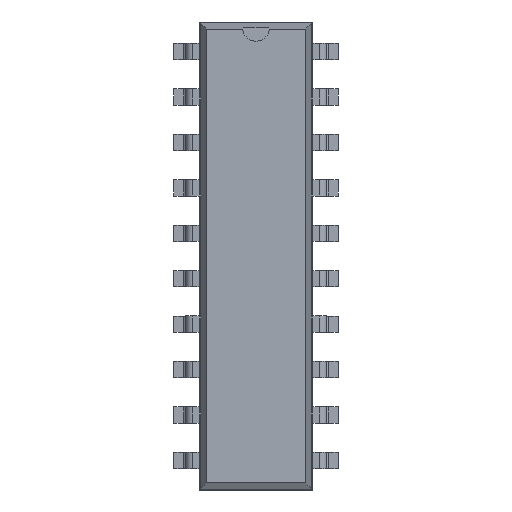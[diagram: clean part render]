
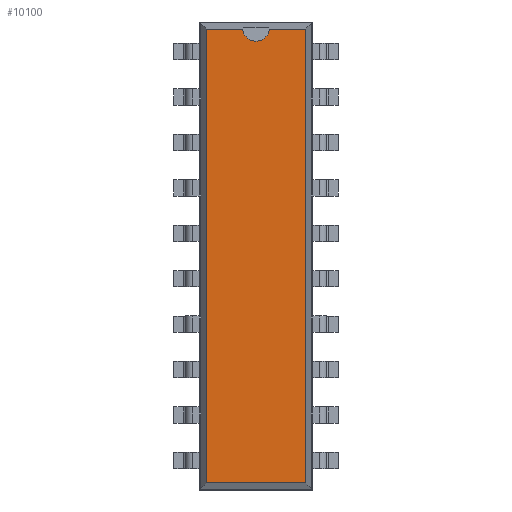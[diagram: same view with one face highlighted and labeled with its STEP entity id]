
A CAD part, top view. The second image highlights one B-rep face of the part: STEP entity #10100.
In plain terms, the highlighted planar face has unit normal (0, 0, 1).
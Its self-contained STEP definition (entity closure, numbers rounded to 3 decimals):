
#6609 = VERTEX_POINT('',#6610);
#6610 = CARTESIAN_POINT('',(2.776,12.682,3.68));
#6615 = EDGE_CURVE('',#6616,#6609,#6618,.T.);
#6616 = VERTEX_POINT('',#6617);
#6617 = CARTESIAN_POINT('',(2.776,-12.682,3.68));
#6618 = LINE('',#6619,#6620);
#6619 = CARTESIAN_POINT('',(2.776,-12.682,3.68));
#6620 = VECTOR('',#6621,1.);
#6621 = DIRECTION('',(0.,1.,0.));
#8289 = VERTEX_POINT('',#8290);
#8290 = CARTESIAN_POINT('',(-2.776,12.682,3.68));
#8295 = EDGE_CURVE('',#8296,#8289,#8298,.T.);
#8296 = VERTEX_POINT('',#8297);
#8297 = CARTESIAN_POINT('',(-0.746,12.682,3.68));
#8298 = LINE('',#8299,#8300);
#8299 = CARTESIAN_POINT('',(2.776,12.682,3.68));
#8300 = VECTOR('',#8301,1.);
#8301 = DIRECTION('',(-1.,0.,0.));
#8321 = VERTEX_POINT('',#8322);
#8322 = CARTESIAN_POINT('',(0.746,12.682,3.68));
#8330 = EDGE_CURVE('',#6609,#8321,#8331,.T.);
#8331 = LINE('',#8332,#8333);
#8332 = CARTESIAN_POINT('',(2.776,12.682,3.68));
#8333 = VECTOR('',#8334,1.);
#8334 = DIRECTION('',(-1.,0.,0.));
#8416 = VERTEX_POINT('',#8417);
#8417 = CARTESIAN_POINT('',(-2.776,-12.682,3.68));
#8422 = EDGE_CURVE('',#8289,#8416,#8423,.T.);
#8423 = LINE('',#8424,#8425);
#8424 = CARTESIAN_POINT('',(-2.776,12.682,3.68));
#8425 = VECTOR('',#8426,1.);
#8426 = DIRECTION('',(0.,-1.,0.));
#10089 = EDGE_CURVE('',#8416,#6616,#10090,.T.);
#10090 = LINE('',#10091,#10092);
#10091 = CARTESIAN_POINT('',(-2.776,-12.682,3.68));
#10092 = VECTOR('',#10093,1.);
#10093 = DIRECTION('',(1.,0.,0.));
#10100 = ADVANCED_FACE('',(#10101),#10124,.F.);
#10101 = FACE_BOUND('',#10102,.F.);
#10102 = EDGE_LOOP('',(#10103,#10104,#10105,#10106,#10107,#10116,#10123)
);
#10103 = ORIENTED_EDGE('',*,*,#6615,.F.);
#10104 = ORIENTED_EDGE('',*,*,#10089,.F.);
#10105 = ORIENTED_EDGE('',*,*,#8422,.F.);
#10106 = ORIENTED_EDGE('',*,*,#8295,.F.);
#10107 = ORIENTED_EDGE('',*,*,#10108,.F.);
#10108 = EDGE_CURVE('',#10109,#8296,#10111,.T.);
#10109 = VERTEX_POINT('',#10110);
#10110 = CARTESIAN_POINT('',(0.,12.007,3.68)
);
#10111 = CIRCLE('',#10112,0.75);
#10112 = AXIS2_PLACEMENT_3D('',#10113,#10114,#10115);
#10113 = CARTESIAN_POINT('',(0.,12.757,3.68)
);
#10114 = DIRECTION('',(0.,0.,-1.));
#10115 = DIRECTION('',(0.,-1.,0.));
#10116 = ORIENTED_EDGE('',*,*,#10117,.F.);
#10117 = EDGE_CURVE('',#8321,#10109,#10118,.T.);
#10118 = CIRCLE('',#10119,0.75);
#10119 = AXIS2_PLACEMENT_3D('',#10120,#10121,#10122);
#10120 = CARTESIAN_POINT('',(0.,12.757,3.68)
);
#10121 = DIRECTION('',(0.,0.,-1.));
#10122 = DIRECTION('',(0.,-1.,0.));
#10123 = ORIENTED_EDGE('',*,*,#8330,.F.);
#10124 = PLANE('',#10125);
#10125 = AXIS2_PLACEMENT_3D('',#10126,#10127,#10128);
#10126 = CARTESIAN_POINT('',(2.776,-12.682,3.68));
#10127 = DIRECTION('',(0.,0.,-1.));
#10128 = DIRECTION('',(-0.214,0.977,0.));
